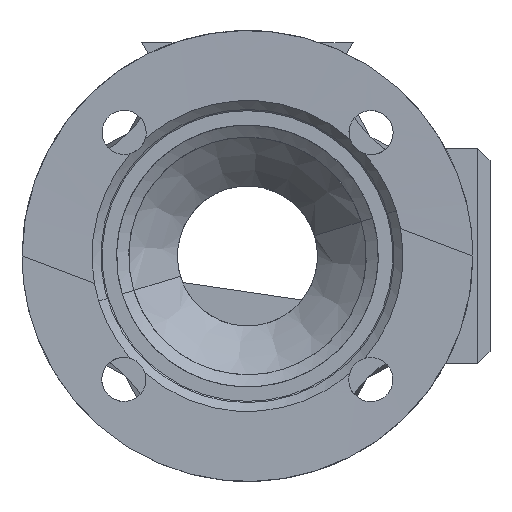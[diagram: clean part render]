
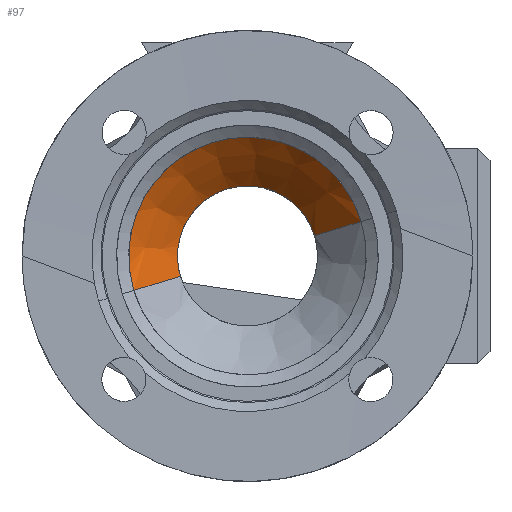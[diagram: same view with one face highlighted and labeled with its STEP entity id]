
A CAD part, left-side view. The second image highlights one B-rep face of the part: STEP entity #97.
In plain terms, the highlighted free-form (B-spline) face has degree [3, 2] with [4, 5] control points.
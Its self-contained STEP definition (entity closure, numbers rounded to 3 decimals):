
#97=ADVANCED_FACE('',(#243),#2625,.T.);
#243=FACE_OUTER_BOUND('',#396,.T.);
#396=EDGE_LOOP('',(#893,#894,#895,#896,#897));
#893=ORIENTED_EDGE('',*,*,#1739,.T.);
#894=ORIENTED_EDGE('',*,*,#1738,.T.);
#895=ORIENTED_EDGE('',*,*,#1584,.F.);
#896=ORIENTED_EDGE('',*,*,#1585,.F.);
#897=ORIENTED_EDGE('',*,*,#1740,.F.);
#1584=EDGE_CURVE('',#2383,#2382,#2130,.T.);
#1585=EDGE_CURVE('',#2384,#2383,#2131,.T.);
#1738=EDGE_CURVE('',#2481,#2382,#2208,.T.);
#1739=EDGE_CURVE('',#2482,#2481,#2209,.T.);
#1740=EDGE_CURVE('',#2482,#2384,#2210,.T.);
#2130=(
BOUNDED_CURVE()
B_SPLINE_CURVE(3,(#7704,#7705,#7706,#7707),.UNSPECIFIED.,.F.,.F.)
B_SPLINE_CURVE_WITH_KNOTS((4,4),(0.,0.685),.UNSPECIFIED.)
CURVE()
GEOMETRIC_REPRESENTATION_ITEM()
RATIONAL_B_SPLINE_CURVE((1.,1.,1.,1.))
REPRESENTATION_ITEM('')
);
#2131=(
BOUNDED_CURVE()
B_SPLINE_CURVE(2,(#7708,#7709,#7710),.UNSPECIFIED.,.F.,.F.)
B_SPLINE_CURVE_WITH_KNOTS((3,3),(0.,0.584),.UNSPECIFIED.)
CURVE()
GEOMETRIC_REPRESENTATION_ITEM()
RATIONAL_B_SPLINE_CURVE((1.,0.864,1.))
REPRESENTATION_ITEM('')
);
#2208=(
BOUNDED_CURVE()
B_SPLINE_CURVE(2,(#10035,#10036,#10037,#10038,#10039),.UNSPECIFIED.,.F.,
 .F.)
B_SPLINE_CURVE_WITH_KNOTS((3,2,3),(3.808,5.712,7.616),
 .UNSPECIFIED.)
CURVE()
GEOMETRIC_REPRESENTATION_ITEM()
RATIONAL_B_SPLINE_CURVE((1.,0.707,1.,0.707,1.))
REPRESENTATION_ITEM('')
);
#2209=(
BOUNDED_CURVE()
B_SPLINE_CURVE(3,(#10040,#10041,#10042,#10043),.UNSPECIFIED.,.F.,.F.)
B_SPLINE_CURVE_WITH_KNOTS((4,4),(0.,0.685),.UNSPECIFIED.)
CURVE()
GEOMETRIC_REPRESENTATION_ITEM()
RATIONAL_B_SPLINE_CURVE((1.,1.,1.,1.))
REPRESENTATION_ITEM('')
);
#2210=(
BOUNDED_CURVE()
B_SPLINE_CURVE(2,(#10044,#10045,#10046,#10047,#10048),.UNSPECIFIED.,.F.,
 .F.)
B_SPLINE_CURVE_WITH_KNOTS((3,2,3),(2.348,2.645,3.527),
 .UNSPECIFIED.)
CURVE()
GEOMETRIC_REPRESENTATION_ITEM()
RATIONAL_B_SPLINE_CURVE((1.,0.967,1.,0.707,1.))
REPRESENTATION_ITEM('')
);
#2382=VERTEX_POINT('',#6681);
#2383=VERTEX_POINT('',#6682);
#2384=VERTEX_POINT('',#6683);
#2481=VERTEX_POINT('',#6780);
#2482=VERTEX_POINT('',#6781);
#2625=(
BOUNDED_SURFACE()
B_SPLINE_SURFACE(3,2,((#3191,#3192,#3193,#3194,#3195),(#3196,#3197,#3198,
#3199,#3200),(#3201,#3202,#3203,#3204,#3205),(#3206,#3207,#3208,#3209,#3210)),
 .UNSPECIFIED.,.F.,.F.,.F.)
B_SPLINE_SURFACE_WITH_KNOTS((4,4),(3,2,3),(0.,0.685),(3.808,
5.712,7.616),.UNSPECIFIED.)
GEOMETRIC_REPRESENTATION_ITEM()
RATIONAL_B_SPLINE_SURFACE(((1.,0.707,1.,0.707,1.),
(1.,0.707,1.,0.707,1.),(1.,0.707,1.,
0.707,1.),(1.,0.707,1.,0.707,1.)))
REPRESENTATION_ITEM('')
SURFACE()
);
#3191=CARTESIAN_POINT('',(81.103,-374.667,-32.152));
#3192=CARTESIAN_POINT('',(81.103,-373.039,-26.78));
#3193=CARTESIAN_POINT('',(81.103,-367.667,-28.407));
#3194=CARTESIAN_POINT('',(81.103,-362.294,-30.035));
#3195=CARTESIAN_POINT('',(81.103,-363.922,-35.407));
#3196=CARTESIAN_POINT('',(79.75,-375.913,-31.775));
#3197=CARTESIAN_POINT('',(79.75,-373.908,-25.156));
#3198=CARTESIAN_POINT('',(79.75,-367.289,-27.161));
#3199=CARTESIAN_POINT('',(79.75,-360.671,-29.166));
#3200=CARTESIAN_POINT('',(79.75,-362.676,-35.785));
#3201=CARTESIAN_POINT('',(78.397,-377.159,-31.397));
#3202=CARTESIAN_POINT('',(78.397,-374.776,-23.533));
#3203=CARTESIAN_POINT('',(78.397,-366.912,-25.915));
#3204=CARTESIAN_POINT('',(78.397,-359.047,-28.297));
#3205=CARTESIAN_POINT('',(78.397,-361.43,-36.162));
#3206=CARTESIAN_POINT('',(77.043,-378.405,-31.02));
#3207=CARTESIAN_POINT('',(77.043,-375.645,-21.909));
#3208=CARTESIAN_POINT('',(77.043,-366.534,-24.669));
#3209=CARTESIAN_POINT('',(77.043,-357.424,-27.429));
#3210=CARTESIAN_POINT('',(77.043,-360.184,-36.539));
#6681=CARTESIAN_POINT('',(77.043,-360.184,-36.539));
#6682=CARTESIAN_POINT('',(81.103,-363.922,-35.407));
#6683=CARTESIAN_POINT('',(81.103,-365.223,-29.915));
#6780=CARTESIAN_POINT('',(77.043,-378.405,-31.02));
#6781=CARTESIAN_POINT('',(81.103,-374.667,-32.152));
#7704=CARTESIAN_POINT('',(81.103,-363.922,-35.407));
#7705=CARTESIAN_POINT('',(79.75,-362.676,-35.785));
#7706=CARTESIAN_POINT('',(78.397,-361.43,-36.162));
#7707=CARTESIAN_POINT('',(77.043,-360.184,-36.539));
#7708=CARTESIAN_POINT('',(81.103,-365.223,-29.915));
#7709=CARTESIAN_POINT('',(81.103,-362.975,-32.282));
#7710=CARTESIAN_POINT('',(81.103,-363.922,-35.407));
#10035=CARTESIAN_POINT('',(77.043,-378.405,-31.02));
#10036=CARTESIAN_POINT('',(77.043,-375.645,-21.909));
#10037=CARTESIAN_POINT('',(77.043,-366.534,-24.669));
#10038=CARTESIAN_POINT('',(77.043,-357.424,-27.429));
#10039=CARTESIAN_POINT('',(77.043,-360.184,-36.539));
#10040=CARTESIAN_POINT('',(81.103,-374.667,-32.152));
#10041=CARTESIAN_POINT('',(79.75,-375.913,-31.775));
#10042=CARTESIAN_POINT('',(78.397,-377.159,-31.397));
#10043=CARTESIAN_POINT('',(77.043,-378.405,-31.02));
#10044=CARTESIAN_POINT('',(81.103,-374.667,-32.152));
#10045=CARTESIAN_POINT('',(81.103,-374.236,-30.731));
#10046=CARTESIAN_POINT('',(81.103,-373.159,-29.708));
#10047=CARTESIAN_POINT('',(81.103,-369.088,-25.843));
#10048=CARTESIAN_POINT('',(81.103,-365.223,-29.915));
